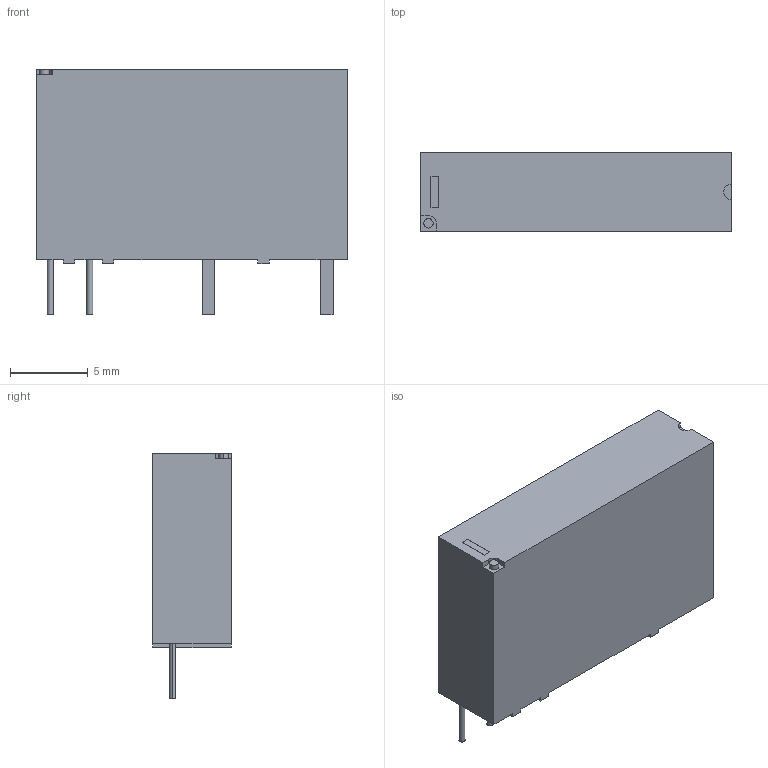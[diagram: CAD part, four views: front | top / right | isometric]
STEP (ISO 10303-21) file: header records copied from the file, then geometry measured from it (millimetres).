
FILE_DESCRIPTION (( 'STEP AP214' ), '1' );
FILE_NAME ('G6DN-1A DC24.STEP', '2022-11-03T17:12:04', ( '' ), ( '' ), 'SwSTEP 2.0', 'SolidWorks 2022', '' );
FILE_SCHEMA (( 'AUTOMOTIVE_DESIGN' ));
Length unit declared in the file: millimetre
Products named in the file (1): G6DN-1A DC24
Bounding box: 19.97 x 5.05 x 15.8 mm (x, y, z)
Volume: 1240.1 mm3; surface area: 849 mm2
Topology: 5 solids, 5 shells, 52 faces, 120 edges, 80 vertices
Faces by surface type: plane 44, cylinder 8
Entity records: 2102 total; most frequent: CARTESIAN_POINT 253, DIRECTION 242, ORIENTED_EDGE 240, EDGE_CURVE 120, VECTOR 104, LINE 104, VERTEX_POINT 80, AXIS2_PLACEMENT_3D 69
